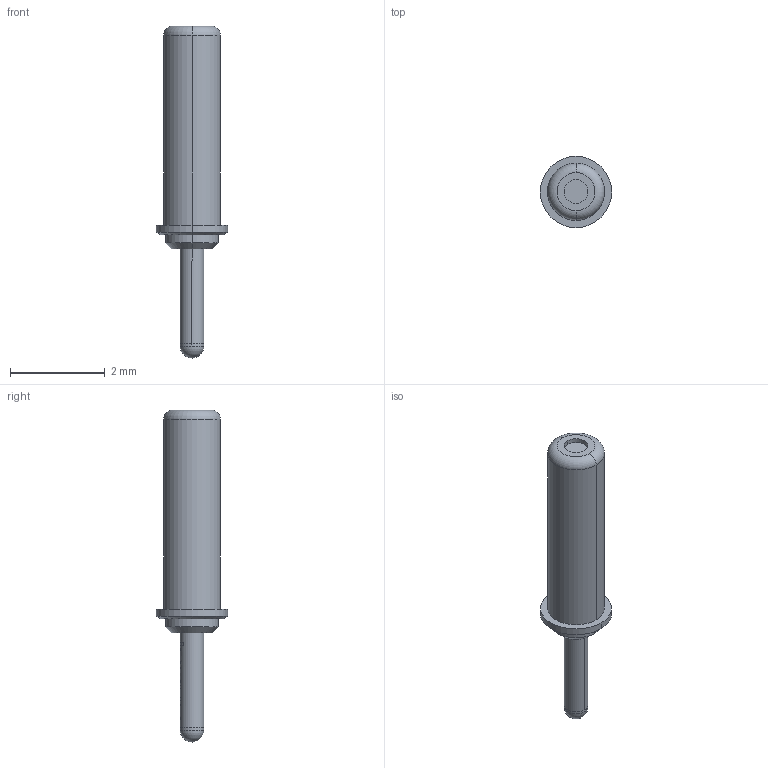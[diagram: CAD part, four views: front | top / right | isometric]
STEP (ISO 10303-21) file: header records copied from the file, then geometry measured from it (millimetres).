
FILE_DESCRIPTION(('FreeCAD Model'),'2;1');
FILE_NAME('Open CASCADE Shape Model','2021-01-29T18:57:23',('Author'),( ''),'Open CASCADE STEP processor 7.4','FreeCAD','Unknown');
FILE_SCHEMA(('AUTOMOTIVE_DESIGN { 1 0 10303 214 1 1 1 1 }'));
Length unit declared in the file: millimetre
Products named in the file (1): GKS-961_305_050_X_xx01_0
Bounding box: 1.5 x 1.5 x 7 mm (x, y, z)
Volume: 5.7 mm3; surface area: 24.1 mm2
Topology: 1 solids, 1 shells, 35 faces, 141 edges, 112 vertices
Faces by surface type: cylinder 23, plane 5, cone 4, torus 2, sphere 1
Entity records: 1660 total; most frequent: CARTESIAN_POINT 399, ORIENTED_EDGE 280, DIRECTION 260, EDGE_CURVE 140, VERTEX_POINT 112, AXIS2_PLACEMENT_3D 107, CIRCLE 71, LINE 46
